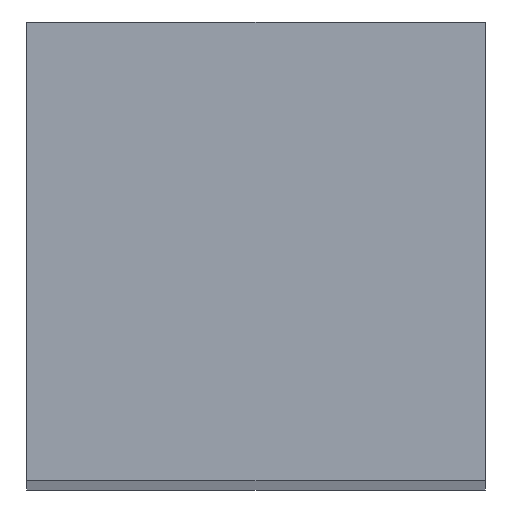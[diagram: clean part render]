
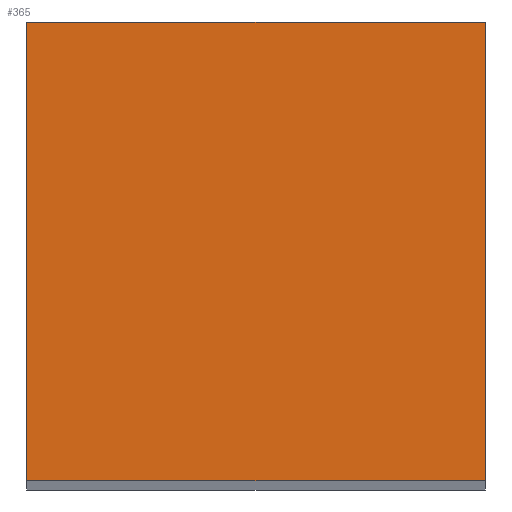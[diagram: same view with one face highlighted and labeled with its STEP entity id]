
A CAD part, top view. The second image highlights one B-rep face of the part: STEP entity #365.
In plain terms, the highlighted face is planar.
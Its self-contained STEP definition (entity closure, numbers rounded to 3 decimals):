
#297=CARTESIAN_POINT('',(0.,0.,4.));
#298=VERTEX_POINT('',#297);
#302=CARTESIAN_POINT('',(0.,0.,-4.));
#303=DIRECTION('',(0.,0.,1.));
#304=VECTOR('',#303,8.);
#305=LINE('',#302,#304);
#306=CARTESIAN_POINT('',(0.,0.,-4.));
#307=VERTEX_POINT('',#306);
#308=EDGE_CURVE('',#307,#298,#305,.T.);
#331=CARTESIAN_POINT('',(0.,3.6,-0.4));
#332=DIRECTION('',(-1.,0.,0.));
#333=DIRECTION('',(0.,0.,1.));
#334=AXIS2_PLACEMENT_3D('',#331,#332,#333);
#335=PLANE('',#334);
#336=CARTESIAN_POINT('',(0.,0.,4.));
#337=DIRECTION('',(0.,1.,0.));
#338=VECTOR('',#337,8.);
#339=LINE('',#336,#338);
#340=CARTESIAN_POINT('',(0.,8.,4.));
#341=VERTEX_POINT('',#340);
#342=EDGE_CURVE('',#298,#341,#339,.T.);
#343=ORIENTED_EDGE('Edge 51',*,*,#342,.F.);
#345=CARTESIAN_POINT('',(0.,8.,-4.));
#346=DIRECTION('',(0.,0.,1.));
#347=VECTOR('',#346,8.);
#348=LINE('',#345,#347);
#349=CARTESIAN_POINT('',(0.,8.,-4.));
#350=VERTEX_POINT('',#349);
#351=EDGE_CURVE('',#350,#341,#348,.T.);
#352=ORIENTED_EDGE('Edge 106',*,*,#351,.T.);
#354=CARTESIAN_POINT('',(0.,0.,-4.));
#355=DIRECTION('',(0.,1.,0.));
#356=VECTOR('',#355,8.);
#357=LINE('',#354,#356);
#358=EDGE_CURVE('',#307,#350,#357,.T.);
#359=ORIENTED_EDGE('Edge 203',*,*,#358,.T.);
#361=ORIENTED_EDGE('Edge 235',*,*,#308,.F.);
#363=EDGE_LOOP('',(#361,#359,#352,#343));
#364=FACE_OUTER_BOUND('Loop 300',#363,.T.);
#365=ADVANCED_FACE('Face 301',(#364),#335,.F.);
